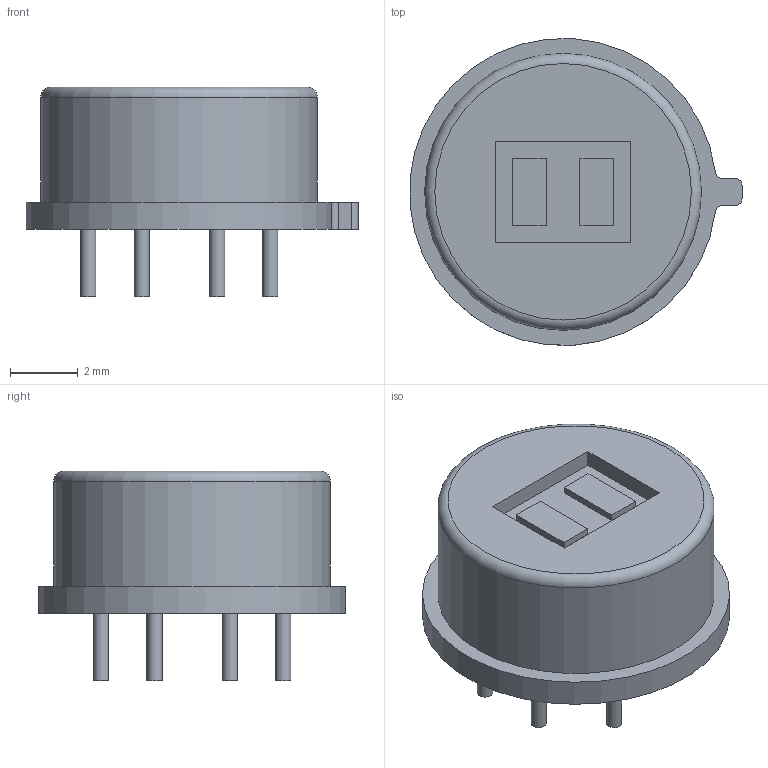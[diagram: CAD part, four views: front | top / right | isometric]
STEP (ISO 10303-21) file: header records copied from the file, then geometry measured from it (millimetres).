
FILE_DESCRIPTION(/* description */ (''),/* implementation_level */ '2;1');
FILE_NAME(/* name */ 'BS612-PIR.step',/* time_stamp */ '2023-01-03T14:44:50-08:00',/* author */ (''),/* organization */ ('MAXLABIO INC.'),/* preprocessor_version */ 'ST-DEVELOPER v19',/* originating_system */ 'Autodesk Translation Framework v11.7.0.108',/* authorisation */ '');
FILE_SCHEMA (('AUTOMOTIVE_DESIGN { 1 0 10303 214 3 1 1 }'));
Length unit declared in the file: millimetre
Products named in the file (1): BS612-PIR
Bounding box: 9.83 x 9.08 x 6.2 mm (x, y, z)
Volume: 228.3 mm3; surface area: 265.7 mm2
Topology: 1 solids, 1 shells, 40 faces, 83 edges, 55 vertices
Faces by surface type: plane 27, cylinder 12, torus 1
Full cylindrical faces by diameter (mm): 0.45 x6, 8.2 x1
Entity records: 1105 total; most frequent: DIRECTION 191, CARTESIAN_POINT 179, ORIENTED_EDGE 166, EDGE_CURVE 83, AXIS2_PLACEMENT_3D 67, LINE 57, VECTOR 57, VERTEX_POINT 55
